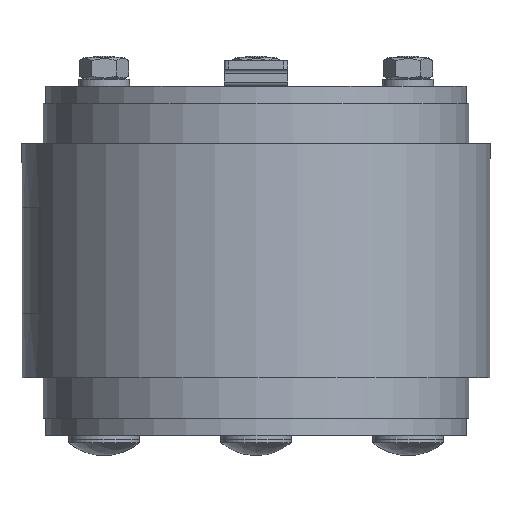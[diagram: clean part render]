
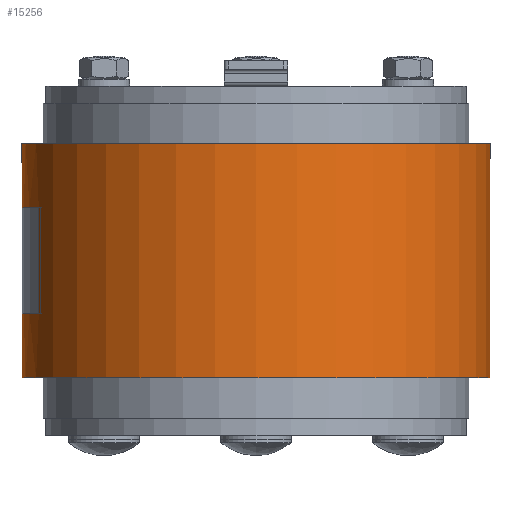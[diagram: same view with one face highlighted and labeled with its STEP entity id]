
A CAD part, front view. The second image highlights one B-rep face of the part: STEP entity #15256.
In plain terms, the highlighted cylindrical face has radius 55 mm (diameter 110 mm), a partial arc.
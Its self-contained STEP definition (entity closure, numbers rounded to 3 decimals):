
#698=CIRCLE('',#16088,55.);
#700=CIRCLE('',#16091,55.);
#702=CIRCLE('',#16094,55.);
#704=CIRCLE('',#16098,55.);
#706=CIRCLE('',#16111,55.);
#708=CIRCLE('',#16115,55.);
#711=CIRCLE('',#16119,55.);
#712=CIRCLE('',#16121,55.);
#799=CYLINDRICAL_SURFACE('',#16125,55.);
#2398=LINE('',#25579,#4053);
#2405=LINE('',#25596,#4060);
#2415=LINE('',#25615,#4070);
#2424=LINE('',#25638,#4079);
#2431=LINE('',#25662,#4086);
#2432=LINE('',#25664,#4087);
#4053=VECTOR('',#19386,25.);
#4060=VECTOR('',#19403,15.);
#4070=VECTOR('',#19423,15.);
#4079=VECTOR('',#19446,25.);
#4086=VECTOR('',#19473,15.);
#4087=VECTOR('',#19476,15.);
#5508=FACE_OUTER_BOUND('',#6414,.T.);
#6414=EDGE_LOOP('',(#14331,#14332,#14333,#14334,#14335,#14336,#14337,#14338,
#14339,#14340,#14341,#14342,#14343,#14344));
#8049=VERTEX_POINT('',#25551);
#8050=VERTEX_POINT('',#25552);
#8053=VERTEX_POINT('',#25560);
#8054=VERTEX_POINT('',#25561);
#8057=VERTEX_POINT('',#25569);
#8058=VERTEX_POINT('',#25570);
#8061=VERTEX_POINT('',#25578);
#8063=VERTEX_POINT('',#25584);
#8073=VERTEX_POINT('',#25628);
#8074=VERTEX_POINT('',#25629);
#8077=VERTEX_POINT('',#25637);
#8079=VERTEX_POINT('',#25643);
#8082=VERTEX_POINT('',#25651);
#8083=VERTEX_POINT('',#25655);
#10125=EDGE_CURVE('',#8049,#8050,#698,.T.);
#10129=EDGE_CURVE('',#8053,#8054,#700,.T.);
#10133=EDGE_CURVE('',#8057,#8058,#702,.T.);
#10137=EDGE_CURVE('',#8058,#8061,#2398,.T.);
#10140=EDGE_CURVE('',#8061,#8063,#704,.T.);
#10146=EDGE_CURVE('',#8049,#8063,#2405,.T.);
#10156=EDGE_CURVE('',#8057,#8054,#2415,.T.);
#10163=EDGE_CURVE('',#8073,#8074,#706,.T.);
#10167=EDGE_CURVE('',#8077,#8073,#2424,.T.);
#10170=EDGE_CURVE('',#8079,#8077,#708,.T.);
#10175=EDGE_CURVE('',#8082,#8050,#711,.T.);
#10176=EDGE_CURVE('',#8053,#8083,#712,.T.);
#10180=EDGE_CURVE('',#8083,#8079,#2431,.T.);
#10181=EDGE_CURVE('',#8074,#8082,#2432,.T.);
#14331=ORIENTED_EDGE('',*,*,#10175,.F.);
#14332=ORIENTED_EDGE('',*,*,#10181,.F.);
#14333=ORIENTED_EDGE('',*,*,#10163,.F.);
#14334=ORIENTED_EDGE('',*,*,#10167,.F.);
#14335=ORIENTED_EDGE('',*,*,#10170,.F.);
#14336=ORIENTED_EDGE('',*,*,#10180,.F.);
#14337=ORIENTED_EDGE('',*,*,#10176,.F.);
#14338=ORIENTED_EDGE('',*,*,#10129,.T.);
#14339=ORIENTED_EDGE('',*,*,#10156,.F.);
#14340=ORIENTED_EDGE('',*,*,#10133,.T.);
#14341=ORIENTED_EDGE('',*,*,#10137,.T.);
#14342=ORIENTED_EDGE('',*,*,#10140,.T.);
#14343=ORIENTED_EDGE('',*,*,#10146,.F.);
#14344=ORIENTED_EDGE('',*,*,#10125,.T.);
#15256=ADVANCED_FACE('',(#5508),#799,.T.);
#16088=AXIS2_PLACEMENT_3D('',#25553,#19362,#19363);
#16091=AXIS2_PLACEMENT_3D('',#25562,#19370,#19371);
#16094=AXIS2_PLACEMENT_3D('',#25571,#19378,#19379);
#16098=AXIS2_PLACEMENT_3D('',#25585,#19391,#19392);
#16111=AXIS2_PLACEMENT_3D('',#25630,#19438,#19439);
#16115=AXIS2_PLACEMENT_3D('',#25644,#19451,#19452);
#16119=AXIS2_PLACEMENT_3D('',#25653,#19461,#19462);
#16121=AXIS2_PLACEMENT_3D('',#25656,#19465,#19466);
#16125=AXIS2_PLACEMENT_3D('',#25666,#19478,#19479);
#19362=DIRECTION('center_axis',(0.,1.,0.));
#19363=DIRECTION('ref_axis',(0.,0.,1.));
#19370=DIRECTION('center_axis',(0.,-1.,0.));
#19371=DIRECTION('ref_axis',(0.,0.,1.));
#19378=DIRECTION('center_axis',(0.,1.,0.));
#19379=DIRECTION('ref_axis',(0.,0.,1.));
#19386=DIRECTION('',(0.,-1.,0.));
#19391=DIRECTION('center_axis',(0.,-1.,0.));
#19392=DIRECTION('ref_axis',(0.,0.,1.));
#19403=DIRECTION('',(0.,1.,0.));
#19423=DIRECTION('',(0.,1.,0.));
#19438=DIRECTION('center_axis',(0.,-1.,0.));
#19439=DIRECTION('ref_axis',(-0.39,0.,-0.921));
#19446=DIRECTION('',(0.,-1.,0.));
#19451=DIRECTION('center_axis',(0.,1.,0.));
#19452=DIRECTION('ref_axis',(0.,0.,-1.));
#19461=DIRECTION('center_axis',(0.,-1.,0.));
#19462=DIRECTION('ref_axis',(0.,0.,-1.));
#19465=DIRECTION('center_axis',(0.,1.,0.));
#19466=DIRECTION('ref_axis',(0.,0.,-1.));
#19473=DIRECTION('',(0.,-1.,0.));
#19476=DIRECTION('',(0.,-1.,0.));
#19478=DIRECTION('center_axis',(0.,1.,0.));
#19479=DIRECTION('ref_axis',(0.,0.,-1.));
#25551=CARTESIAN_POINT('',(-82.459,-27.5,5.));
#25552=CARTESIAN_POINT('',(-82.459,-27.5,-105.));
#25553=CARTESIAN_POINT('Origin',(-82.459,-27.5,-50.));
#25560=CARTESIAN_POINT('',(-82.459,27.5,-105.));
#25561=CARTESIAN_POINT('',(-82.459,27.5,5.));
#25562=CARTESIAN_POINT('Origin',(-82.459,27.5,-50.));
#25569=CARTESIAN_POINT('',(-82.459,12.5,5.));
#25570=CARTESIAN_POINT('',(-62.015,12.5,1.059));
#25571=CARTESIAN_POINT('Origin',(-82.459,12.5,-50.));
#25578=CARTESIAN_POINT('',(-62.015,-12.5,1.059));
#25579=CARTESIAN_POINT('',(-62.015,0.,1.059));
#25584=CARTESIAN_POINT('',(-82.459,-12.5,5.));
#25585=CARTESIAN_POINT('Origin',(-82.459,-12.5,-50.));
#25596=CARTESIAN_POINT('',(-82.459,-13.75,5.));
#25615=CARTESIAN_POINT('',(-82.459,6.25,5.));
#25628=CARTESIAN_POINT('',(-103.885,-12.5,-100.655));
#25629=CARTESIAN_POINT('',(-82.468,-12.5,-105.));
#25630=CARTESIAN_POINT('Origin',(-82.459,-12.5,-50.));
#25637=CARTESIAN_POINT('',(-103.885,12.5,-100.655));
#25638=CARTESIAN_POINT('',(-103.885,-12.5,-100.655));
#25643=CARTESIAN_POINT('',(-82.468,12.5,-105.));
#25644=CARTESIAN_POINT('Origin',(-82.459,12.5,-50.));
#25651=CARTESIAN_POINT('',(-82.468,-27.5,-105.));
#25653=CARTESIAN_POINT('Origin',(-82.459,-27.5,-50.));
#25655=CARTESIAN_POINT('',(-82.468,27.5,-105.));
#25656=CARTESIAN_POINT('Origin',(-82.459,27.5,-50.));
#25662=CARTESIAN_POINT('',(-82.468,-27.5,-105.));
#25664=CARTESIAN_POINT('',(-82.468,-27.5,-105.));
#25666=CARTESIAN_POINT('Origin',(-82.459,0.,
-50.));
